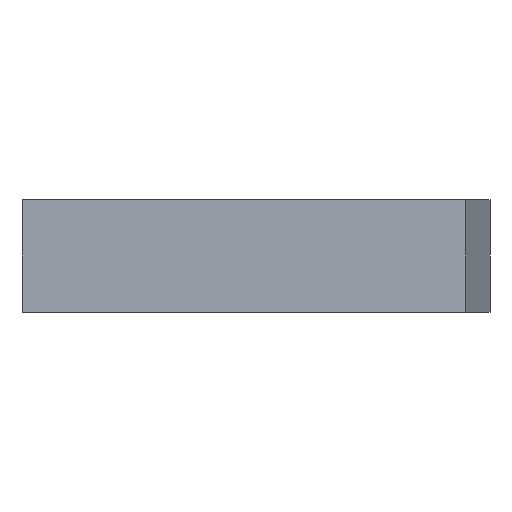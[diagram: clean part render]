
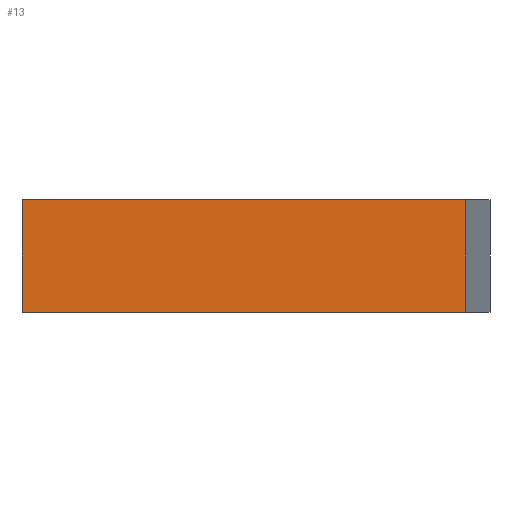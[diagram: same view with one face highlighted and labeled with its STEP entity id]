
A CAD part, front view. The second image highlights one B-rep face of the part: STEP entity #13.
In plain terms, the highlighted planar face has unit normal (0, -1, 0).
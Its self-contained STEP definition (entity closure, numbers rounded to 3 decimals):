
#13 = ADVANCED_FACE ( 'NONE', ( #434 ), #353, .F. ) ;
#21 = DIRECTION ( 'NONE',  ( 0., 0., -1. ) ) ;
#28 = ORIENTED_EDGE ( 'NONE', *, *, #305, .F. ) ;
#38 = CARTESIAN_POINT ( 'NONE',  ( 1.299, -1.495, 6. ) ) ;
#93 = VECTOR ( 'NONE', #431, 1000. ) ;
#181 = ORIENTED_EDGE ( 'NONE', *, *, #289, .F. ) ;
#195 = EDGE_LOOP ( 'NONE', ( #421, #28, #181, #393 ) ) ;
#219 = VERTEX_POINT ( 'NONE', #624 ) ;
#227 = CARTESIAN_POINT ( 'NONE',  ( 25., -1.495, 6. ) ) ;
#259 = EDGE_CURVE ( 'NONE', #319, #687, #567, .T. ) ;
#289 = EDGE_CURVE ( 'NONE', #720, #219, #693, .T. ) ;
#305 = EDGE_CURVE ( 'NONE', #219, #687, #772, .T. ) ;
#319 = VERTEX_POINT ( 'NONE', #443 ) ;
#353 = PLANE ( 'NONE',  #587 ) ;
#363 = VECTOR ( 'NONE', #21, 1000. ) ;
#368 = CARTESIAN_POINT ( 'NONE',  ( 1.299, -1.495, 6. ) ) ;
#393 = ORIENTED_EDGE ( 'NONE', *, *, #753, .T. ) ;
#421 = ORIENTED_EDGE ( 'NONE', *, *, #259, .T. ) ;
#431 = DIRECTION ( 'NONE',  ( 0., 0., -1. ) ) ;
#434 = FACE_OUTER_BOUND ( 'NONE', #195, .T. ) ;
#443 = CARTESIAN_POINT ( 'NONE',  ( 1.299, -1.495, 0. ) ) ;
#567 = LINE ( 'NONE', #766, #695 ) ;
#578 = DIRECTION ( 'NONE',  ( 0., 1., 0. ) ) ;
#587 = AXIS2_PLACEMENT_3D ( 'NONE', #368, #578, #675 ) ;
#620 = LINE ( 'NONE', #762, #363 ) ;
#624 = CARTESIAN_POINT ( 'NONE',  ( 25., -1.495, 6. ) ) ;
#633 = DIRECTION ( 'NONE',  ( 1., 0., 0. ) ) ;
#675 = DIRECTION ( 'NONE',  ( -1., 0., 0. ) ) ;
#687 = VERTEX_POINT ( 'NONE', #838 ) ;
#693 = LINE ( 'NONE', #827, #710 ) ;
#695 = VECTOR ( 'NONE', #821, 1000. ) ;
#710 = VECTOR ( 'NONE', #633, 1000. ) ;
#720 = VERTEX_POINT ( 'NONE', #38 ) ;
#753 = EDGE_CURVE ( 'NONE', #720, #319, #620, .T. ) ;
#762 = CARTESIAN_POINT ( 'NONE',  ( 1.299, -1.495, 6. ) ) ;
#766 = CARTESIAN_POINT ( 'NONE',  ( 1.299, -1.495, 0. ) ) ;
#772 = LINE ( 'NONE', #227, #93 ) ;
#821 = DIRECTION ( 'NONE',  ( 1., 0., 0. ) ) ;
#827 = CARTESIAN_POINT ( 'NONE',  ( 1.299, -1.495, 6. ) ) ;
#838 = CARTESIAN_POINT ( 'NONE',  ( 25., -1.495, 0. ) ) ;
